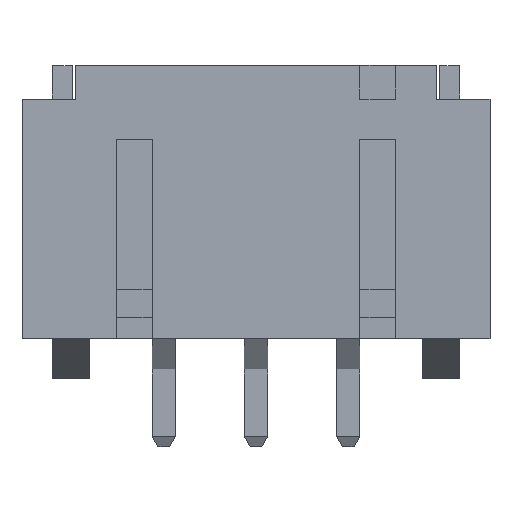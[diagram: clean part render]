
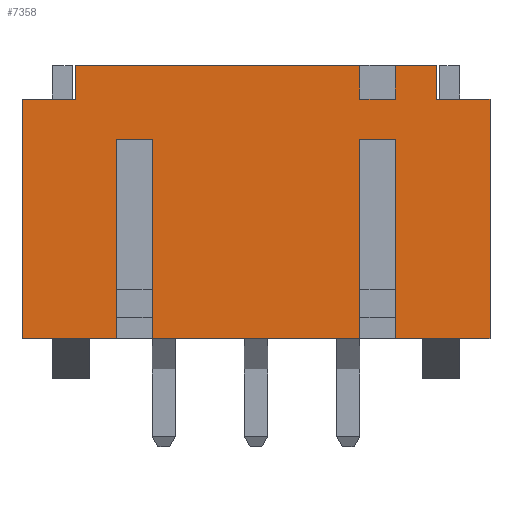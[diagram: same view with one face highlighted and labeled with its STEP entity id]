
A CAD part, top view. The second image highlights one B-rep face of the part: STEP entity #7358.
In plain terms, the highlighted planar face has unit normal (0, 0, 1).
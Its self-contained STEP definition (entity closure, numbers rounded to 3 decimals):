
#410=ORIENTED_EDGE('',*,*,#1955,.F.);
#411=ORIENTED_EDGE('',*,*,#1918,.F.);
#412=ORIENTED_EDGE('',*,*,#1956,.F.);
#413=ORIENTED_EDGE('',*,*,#1957,.T.);
#414=ORIENTED_EDGE('',*,*,#1958,.T.);
#415=ORIENTED_EDGE('',*,*,#1942,.T.);
#416=ORIENTED_EDGE('',*,*,#1959,.T.);
#417=ORIENTED_EDGE('',*,*,#1960,.T.);
#418=ORIENTED_EDGE('',*,*,#1961,.T.);
#419=ORIENTED_EDGE('',*,*,#1962,.T.);
#420=ORIENTED_EDGE('',*,*,#1963,.T.);
#421=ORIENTED_EDGE('',*,*,#1964,.T.);
#422=ORIENTED_EDGE('',*,*,#1965,.T.);
#423=ORIENTED_EDGE('',*,*,#1954,.T.);
#424=ORIENTED_EDGE('',*,*,#1966,.T.);
#425=ORIENTED_EDGE('',*,*,#1967,.F.);
#426=ORIENTED_EDGE('',*,*,#1968,.T.);
#427=ORIENTED_EDGE('',*,*,#1914,.F.);
#428=ORIENTED_EDGE('',*,*,#1969,.F.);
#429=ORIENTED_EDGE('',*,*,#1970,.F.);
#1914=EDGE_CURVE('',#2686,#2687,#3196,.T.);
#1918=EDGE_CURVE('',#2690,#2691,#3200,.T.);
#1942=EDGE_CURVE('',#2714,#2713,#3224,.T.);
#1954=EDGE_CURVE('',#2707,#2725,#3236,.T.);
#1955=EDGE_CURVE('',#2691,#2726,#3237,.T.);
#1956=EDGE_CURVE('',#2727,#2690,#3238,.T.);
#1957=EDGE_CURVE('',#2727,#2728,#3239,.T.);
#1958=EDGE_CURVE('',#2728,#2714,#3240,.T.);
#1959=EDGE_CURVE('',#2713,#2729,#3241,.T.);
#1960=EDGE_CURVE('',#2729,#2730,#3242,.T.);
#1961=EDGE_CURVE('',#2730,#2731,#3243,.T.);
#1962=EDGE_CURVE('',#2731,#2732,#3244,.T.);
#1963=EDGE_CURVE('',#2732,#2733,#3245,.T.);
#1964=EDGE_CURVE('',#2733,#2734,#3246,.T.);
#1965=EDGE_CURVE('',#2734,#2707,#3247,.T.);
#1966=EDGE_CURVE('',#2725,#2735,#3248,.T.);
#1967=EDGE_CURVE('',#2736,#2735,#3249,.T.);
#1968=EDGE_CURVE('',#2736,#2687,#3250,.T.);
#1969=EDGE_CURVE('',#2737,#2686,#3251,.T.);
#1970=EDGE_CURVE('',#2726,#2737,#3252,.T.);
#2686=VERTEX_POINT('',#9064);
#2687=VERTEX_POINT('',#9066);
#2690=VERTEX_POINT('',#9072);
#2691=VERTEX_POINT('',#9074);
#2707=VERTEX_POINT('',#9111);
#2713=VERTEX_POINT('',#9123);
#2714=VERTEX_POINT('',#9125);
#2725=VERTEX_POINT('',#9147);
#2726=VERTEX_POINT('',#9151);
#2727=VERTEX_POINT('',#9153);
#2728=VERTEX_POINT('',#9155);
#2729=VERTEX_POINT('',#9158);
#2730=VERTEX_POINT('',#9160);
#2731=VERTEX_POINT('',#9162);
#2732=VERTEX_POINT('',#9164);
#2733=VERTEX_POINT('',#9166);
#2734=VERTEX_POINT('',#9168);
#2735=VERTEX_POINT('',#9171);
#2736=VERTEX_POINT('',#9173);
#2737=VERTEX_POINT('',#9176);
#3196=LINE('',#9065,#3704);
#3200=LINE('',#9073,#3708);
#3224=LINE('',#9124,#3732);
#3236=LINE('',#9148,#3744);
#3237=LINE('',#9150,#3745);
#3238=LINE('',#9152,#3746);
#3239=LINE('',#9154,#3747);
#3240=LINE('',#9156,#3748);
#3241=LINE('',#9157,#3749);
#3242=LINE('',#9159,#3750);
#3243=LINE('',#9161,#3751);
#3244=LINE('',#9163,#3752);
#3245=LINE('',#9165,#3753);
#3246=LINE('',#9167,#3754);
#3247=LINE('',#9169,#3755);
#3248=LINE('',#9170,#3756);
#3249=LINE('',#9172,#3757);
#3250=LINE('',#9174,#3758);
#3251=LINE('',#9175,#3759);
#3252=LINE('',#9177,#3760);
#3704=VECTOR('',#7992,1000.);
#3708=VECTOR('',#7996,1000.);
#3732=VECTOR('',#8028,1000.);
#3744=VECTOR('',#8040,1000.);
#3745=VECTOR('',#8043,1000.);
#3746=VECTOR('',#8044,1000.);
#3747=VECTOR('',#8045,1000.);
#3748=VECTOR('',#8046,1000.);
#3749=VECTOR('',#8047,1000.);
#3750=VECTOR('',#8048,1000.);
#3751=VECTOR('',#8049,1000.);
#3752=VECTOR('',#8050,1000.);
#3753=VECTOR('',#8051,1000.);
#3754=VECTOR('',#8052,1000.);
#3755=VECTOR('',#8053,1000.);
#3756=VECTOR('',#8054,1000.);
#3757=VECTOR('',#8055,1000.);
#3758=VECTOR('',#8056,1000.);
#3759=VECTOR('',#8057,1000.);
#3760=VECTOR('',#8058,1000.);
#4202=EDGE_LOOP('',(#410,#411,#412,#413,#414,#415,#416,#417,#418,#419,#420,
#421,#422,#423,#424,#425,#426,#427,#428,#429));
#4540=FACE_BOUND('',#4202,.T.);
#4877=PLANE('',#7698);
#7358=ADVANCED_FACE('',(#4540),#4877,.T.);
#7698=AXIS2_PLACEMENT_3D('',#9149,#8041,#8042);
#7992=DIRECTION('',(1.,0.,0.));
#7996=DIRECTION('',(1.,0.,0.));
#8028=DIRECTION('',(1.,0.,0.));
#8040=DIRECTION('',(1.,0.,0.));
#8041=DIRECTION('',(0.,0.,1.));
#8042=DIRECTION('',(1.,0.,0.));
#8043=DIRECTION('',(0.,-1.,0.));
#8044=DIRECTION('',(0.,1.,0.));
#8045=DIRECTION('',(-1.,0.,0.));
#8046=DIRECTION('',(0.,-1.,0.));
#8047=DIRECTION('',(0.,1.,0.));
#8048=DIRECTION('',(1.,0.,0.));
#8049=DIRECTION('',(0.,-1.,0.));
#8050=DIRECTION('',(1.,0.,0.));
#8051=DIRECTION('',(0.,1.,0.));
#8052=DIRECTION('',(1.,0.,0.));
#8053=DIRECTION('',(0.,-1.,0.));
#8054=DIRECTION('',(0.,1.,0.));
#8055=DIRECTION('',(1.,0.,0.));
#8056=DIRECTION('',(0.,1.,0.));
#8057=DIRECTION('',(0.,1.,0.));
#8058=DIRECTION('',(1.,0.,0.));
#9064=CARTESIAN_POINT('',(3.016,8.255,5.385));
#9065=CARTESIAN_POINT('',(-3.905,8.255,5.385));
#9066=CARTESIAN_POINT('',(3.905,8.255,5.385));
#9072=CARTESIAN_POINT('',(-3.905,8.255,5.385));
#9073=CARTESIAN_POINT('',(-3.905,8.255,5.385));
#9074=CARTESIAN_POINT('',(2.254,8.255,5.385));
#9111=CARTESIAN_POINT('',(3.016,2.337,5.385));
#9123=CARTESIAN_POINT('',(-3.016,2.337,5.385));
#9124=CARTESIAN_POINT('',(-3.905,2.337,5.385));
#9125=CARTESIAN_POINT('',(-5.073,2.337,5.385));
#9147=CARTESIAN_POINT('',(5.073,2.337,5.385));
#9148=CARTESIAN_POINT('',(-3.905,2.337,5.385));
#9149=CARTESIAN_POINT('',(-3.905,2.337,5.385));
#9150=CARTESIAN_POINT('',(2.254,8.255,5.385));
#9151=CARTESIAN_POINT('',(2.254,7.521,5.385));
#9152=CARTESIAN_POINT('',(-3.905,2.337,5.385));
#9153=CARTESIAN_POINT('',(-3.905,7.521,5.385));
#9154=CARTESIAN_POINT('',(-3.6,7.521,5.385));
#9155=CARTESIAN_POINT('',(-5.073,7.521,5.385));
#9156=CARTESIAN_POINT('',(-5.073,7.521,5.385));
#9157=CARTESIAN_POINT('',(-3.016,2.337,5.385));
#9158=CARTESIAN_POINT('',(-3.016,6.655,5.385));
#9159=CARTESIAN_POINT('',(-3.016,6.655,5.385));
#9160=CARTESIAN_POINT('',(-2.254,6.655,5.385));
#9161=CARTESIAN_POINT('',(-2.254,6.655,5.385));
#9162=CARTESIAN_POINT('',(-2.254,2.337,5.385));
#9163=CARTESIAN_POINT('',(-3.905,2.337,5.385));
#9164=CARTESIAN_POINT('',(2.254,2.337,5.385));
#9165=CARTESIAN_POINT('',(2.254,2.337,5.385));
#9166=CARTESIAN_POINT('',(2.254,6.655,5.385));
#9167=CARTESIAN_POINT('',(2.254,6.655,5.385));
#9168=CARTESIAN_POINT('',(3.016,6.655,5.385));
#9169=CARTESIAN_POINT('',(3.016,6.655,5.385));
#9170=CARTESIAN_POINT('',(5.073,2.337,5.385));
#9171=CARTESIAN_POINT('',(5.073,7.521,5.385));
#9172=CARTESIAN_POINT('',(3.6,7.521,5.385));
#9173=CARTESIAN_POINT('',(3.905,7.521,5.385));
#9174=CARTESIAN_POINT('',(3.905,2.337,5.385));
#9175=CARTESIAN_POINT('',(3.016,7.521,5.385));
#9176=CARTESIAN_POINT('',(3.016,7.521,5.385));
#9177=CARTESIAN_POINT('',(2.254,7.521,5.385));
